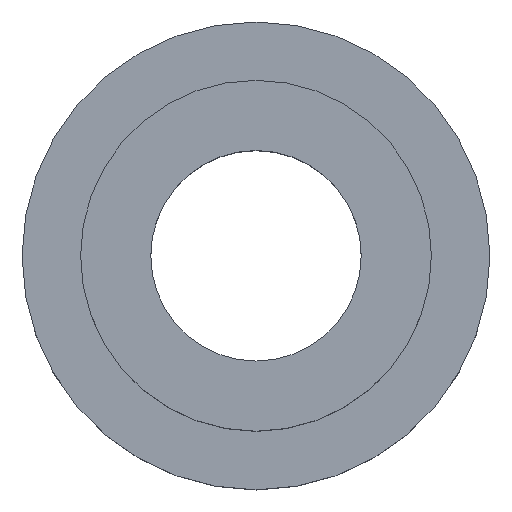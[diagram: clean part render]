
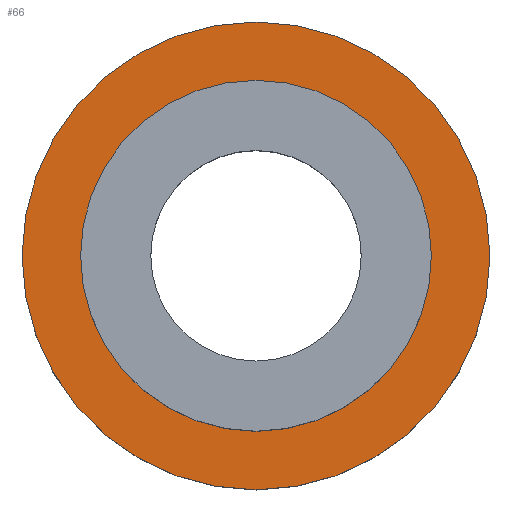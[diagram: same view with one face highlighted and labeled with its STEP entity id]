
A CAD part, top view. The second image highlights one B-rep face of the part: STEP entity #66.
In plain terms, the highlighted planar face has unit normal (0, 0, 1).
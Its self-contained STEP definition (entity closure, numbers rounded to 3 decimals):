
#66=ADVANCED_FACE('',(#120,#122),#124,.F.);
#120=FACE_BOUND('',#121,.T.);
#121=EDGE_LOOP('',(#160));
#122=FACE_BOUND('',#123,.T.);
#123=EDGE_LOOP('',(#161));
#124=PLANE('',#125);
#125=AXIS2_PLACEMENT_3D('',#126,#127,#128);
#126=CARTESIAN_POINT('',(0.,0.,0.));
#127=DIRECTION('',(0.,0.,-1.));
#128=DIRECTION('',(1.,0.,0.));
#160=ORIENTED_EDGE('',*,*,#172,.F.);
#161=ORIENTED_EDGE('',*,*,#171,.T.);
#171=EDGE_CURVE('',#180,#180,#181,.F.);
#172=EDGE_CURVE('',#182,#182,#183,.T.);
#180=VERTEX_POINT('',#201);
#181=CIRCLE('',#202,3.75);
#182=VERTEX_POINT('',#206);
#183=CIRCLE('',#207,5.);
#201=CARTESIAN_POINT('',(-3.75,0.,0.));
#202=AXIS2_PLACEMENT_3D('',#203,#204,#205);
#203=CARTESIAN_POINT('',(0.,0.,0.));
#204=DIRECTION('',(0.,0.,1.));
#205=DIRECTION('',(-1.,0.,0.));
#206=CARTESIAN_POINT('',(5.,0.,0.));
#207=AXIS2_PLACEMENT_3D('',#208,#209,#210);
#208=CARTESIAN_POINT('',(0.,0.,0.));
#209=DIRECTION('',(0.,0.,-1.));
#210=DIRECTION('',(1.,0.,0.));
